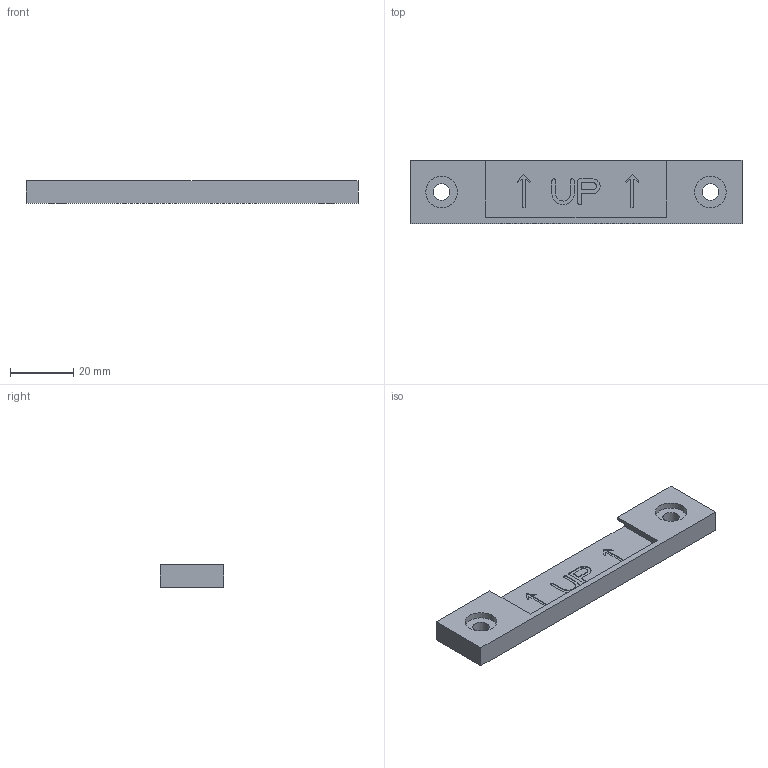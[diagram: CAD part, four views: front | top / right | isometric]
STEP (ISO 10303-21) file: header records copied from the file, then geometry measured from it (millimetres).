
FILE_DESCRIPTION(/* description */ (''),/* implementation_level */ '2;1');
FILE_NAME(/* name */ 'Lighted Bed Kit PCB Mount.step',/* time_stamp */ '2020-07-26T11:24:14-05:00',/* author */ (''),/* organization */ (''),/* preprocessor_version */ 'ST-DEVELOPER v18.1',/* originating_system */ 'Autodesk Translation Framework v9.3.0.1241',/* authorisation */ '');
FILE_SCHEMA (('AUTOMOTIVE_DESIGN { 1 0 10303 214 3 1 1 }'));
Length unit declared in the file: millimetre
Products named in the file (1): (Unsaved)
Bounding box: 105 x 20 x 7 mm (x, y, z)
Volume: 8342.2 mm3; surface area: 6718.6 mm2
Topology: 1 solids, 1 shells, 86 faces, 231 edges, 154 vertices
Faces by surface type: plane 52, bspline 30, cylinder 4
Full cylindrical faces by diameter (mm): 5.2 x2, 10 x2
Entity records: 2984 total; most frequent: CARTESIAN_POINT 982, ORIENTED_EDGE 462, DIRECTION 293, EDGE_CURVE 231, LINE 163, VECTOR 163, VERTEX_POINT 154, EDGE_LOOP 97
